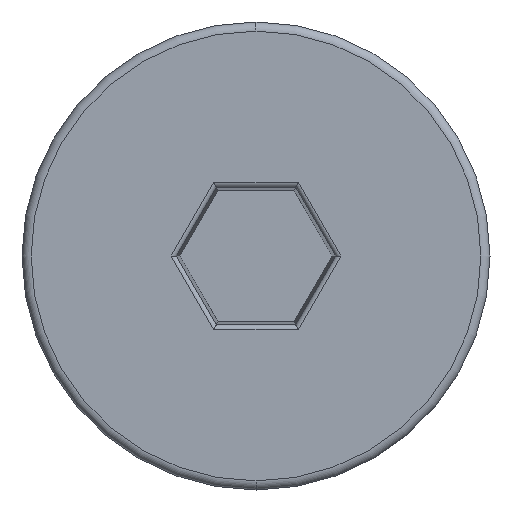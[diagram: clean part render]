
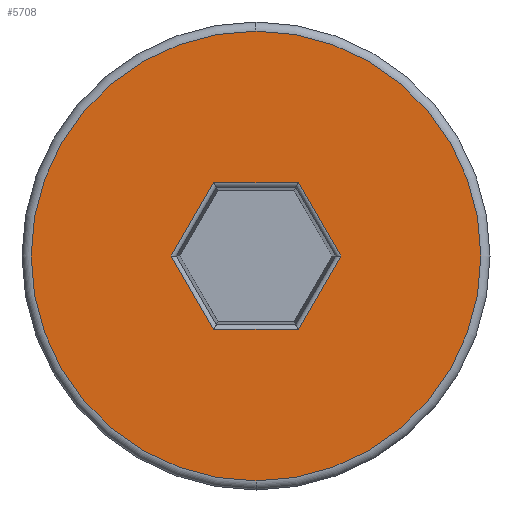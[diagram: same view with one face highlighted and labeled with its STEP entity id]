
A CAD part, left-side view. The second image highlights one B-rep face of the part: STEP entity #5708.
In plain terms, the highlighted planar face has unit normal (-1, 0, 0).
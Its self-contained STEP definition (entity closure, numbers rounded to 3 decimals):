
#60 = DIRECTION ( 'NONE',  ( -1., 0., 0. ) ) ;
#300 = CARTESIAN_POINT ( 'NONE',  ( 0., 1.391, 0.803 ) ) ;
#345 = VECTOR ( 'NONE', #426, 1000. ) ;
#362 = DIRECTION ( 'NONE',  ( 0., 0., -1. ) ) ;
#408 = CARTESIAN_POINT ( 'NONE',  ( 0., 0., 0. ) ) ;
#426 = DIRECTION ( 'NONE',  ( 0., 0.5, -0.866 ) ) ;
#431 = VECTOR ( 'NONE', #4955, 1000. ) ;
#665 = CARTESIAN_POINT ( 'NONE',  ( 0., 0., 1.607 ) ) ;
#1002 = LINE ( 'NONE', #2814, #345 ) ;
#1097 = LINE ( 'NONE', #3231, #6002 ) ;
#1363 = VERTEX_POINT ( 'NONE', #6049 ) ;
#1383 = LINE ( 'NONE', #3175, #4150 ) ;
#1457 = VECTOR ( 'NONE', #5711, 1000. ) ;
#1591 = LINE ( 'NONE', #300, #2947 ) ;
#1797 = CARTESIAN_POINT ( 'NONE',  ( 0., 0.928, 1.607 ) ) ;
#1833 = EDGE_CURVE ( 'NONE', #4684, #3219, #4248, .T. ) ;
#1903 = DIRECTION ( 'NONE',  ( 1., 0., 0. ) ) ;
#1905 = EDGE_CURVE ( 'NONE', #1363, #4266, #1097, .T. ) ;
#1928 = CARTESIAN_POINT ( 'NONE',  ( 0., 0., -4.917 ) ) ;
#2012 = EDGE_LOOP ( 'NONE', ( #5375, #3367, #3224, #2714, #3234, #4105 ) ) ;
#2260 = CIRCLE ( 'NONE', #5502, 4.917 ) ;
#2313 = CARTESIAN_POINT ( 'NONE',  ( 0., -0.928, -1.607 ) ) ;
#2431 = DIRECTION ( 'NONE',  ( 0., 0., -1. ) ) ;
#2651 = ORIENTED_EDGE ( 'NONE', *, *, #5011, .T. ) ;
#2704 = VERTEX_POINT ( 'NONE', #5826 ) ;
#2714 = ORIENTED_EDGE ( 'NONE', *, *, #1833, .T. ) ;
#2735 = DIRECTION ( 'NONE',  ( -1., 0., 0. ) ) ;
#2741 = LINE ( 'NONE', #5134, #1457 ) ;
#2814 = CARTESIAN_POINT ( 'NONE',  ( 0., -1.391, -0.803 ) ) ;
#2883 = EDGE_CURVE ( 'NONE', #2704, #4719, #1002, .T. ) ;
#2897 = CARTESIAN_POINT ( 'NONE',  ( 0., 0., 4.917 ) ) ;
#2921 = VERTEX_POINT ( 'NONE', #2897 ) ;
#2923 = CARTESIAN_POINT ( 'NONE',  ( 0., 0., 0. ) ) ;
#2947 = VECTOR ( 'NONE', #5930, 1000. ) ;
#3113 = CIRCLE ( 'NONE', #4013, 4.917 ) ;
#3169 = FACE_OUTER_BOUND ( 'NONE', #5030, .T. ) ;
#3175 = CARTESIAN_POINT ( 'NONE',  ( 0., -1.391, 0.803 ) ) ;
#3219 = VERTEX_POINT ( 'NONE', #4438 ) ;
#3224 = ORIENTED_EDGE ( 'NONE', *, *, #6124, .T. ) ;
#3231 = CARTESIAN_POINT ( 'NONE',  ( 0., 1.391, -0.803 ) ) ;
#3234 = ORIENTED_EDGE ( 'NONE', *, *, #4063, .T. ) ;
#3254 = PLANE ( 'NONE',  #5480 ) ;
#3292 = DIRECTION ( 'NONE',  ( 0., 0., -1. ) ) ;
#3367 = ORIENTED_EDGE ( 'NONE', *, *, #1905, .T. ) ;
#3524 = EDGE_CURVE ( 'NONE', #4719, #1363, #2741, .T. ) ;
#3591 = VERTEX_POINT ( 'NONE', #1928 ) ;
#4013 = AXIS2_PLACEMENT_3D ( 'NONE', #5980, #2735, #362 ) ;
#4063 = EDGE_CURVE ( 'NONE', #3219, #2704, #1383, .T. ) ;
#4105 = ORIENTED_EDGE ( 'NONE', *, *, #2883, .T. ) ;
#4150 = VECTOR ( 'NONE', #4169, 1000. ) ;
#4169 = DIRECTION ( 'NONE',  ( 0., -0.5, -0.866 ) ) ;
#4188 = EDGE_CURVE ( 'NONE', #3591, #2921, #3113, .T. ) ;
#4248 = LINE ( 'NONE', #665, #431 ) ;
#4266 = VERTEX_POINT ( 'NONE', #5888 ) ;
#4438 = CARTESIAN_POINT ( 'NONE',  ( 0., -0.928, 1.607 ) ) ;
#4630 = DIRECTION ( 'NONE',  ( 0., 0.5, 0.866 ) ) ;
#4684 = VERTEX_POINT ( 'NONE', #1797 ) ;
#4719 = VERTEX_POINT ( 'NONE', #2313 ) ;
#4955 = DIRECTION ( 'NONE',  ( 0., -1., 0. ) ) ;
#5011 = EDGE_CURVE ( 'NONE', #2921, #3591, #2260, .T. ) ;
#5030 = EDGE_LOOP ( 'NONE', ( #5436, #2651 ) ) ;
#5134 = CARTESIAN_POINT ( 'NONE',  ( 0., 0., -1.607 ) ) ;
#5375 = ORIENTED_EDGE ( 'NONE', *, *, #3524, .T. ) ;
#5436 = ORIENTED_EDGE ( 'NONE', *, *, #4188, .T. ) ;
#5480 = AXIS2_PLACEMENT_3D ( 'NONE', #408, #1903, #3292 ) ;
#5502 = AXIS2_PLACEMENT_3D ( 'NONE', #2923, #60, #2431 ) ;
#5708 = ADVANCED_FACE ( 'NONE', ( #6129, #3169 ), #3254, .F. ) ;
#5711 = DIRECTION ( 'NONE',  ( 0., 1., 0. ) ) ;
#5826 = CARTESIAN_POINT ( 'NONE',  ( 0., -1.855, 0. ) ) ;
#5888 = CARTESIAN_POINT ( 'NONE',  ( 0., 1.855, 0. ) ) ;
#5930 = DIRECTION ( 'NONE',  ( 0., -0.5, 0.866 ) ) ;
#5980 = CARTESIAN_POINT ( 'NONE',  ( 0., 0., 0. ) ) ;
#6002 = VECTOR ( 'NONE', #4630, 1000. ) ;
#6049 = CARTESIAN_POINT ( 'NONE',  ( 0., 0.928, -1.607 ) ) ;
#6124 = EDGE_CURVE ( 'NONE', #4266, #4684, #1591, .T. ) ;
#6129 = FACE_BOUND ( 'NONE', #2012, .T. ) ;
